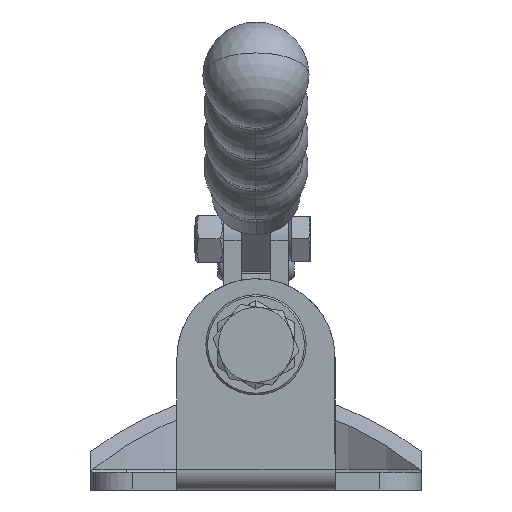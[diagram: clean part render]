
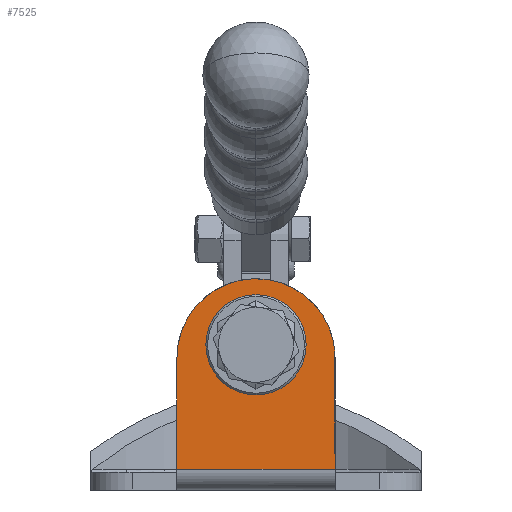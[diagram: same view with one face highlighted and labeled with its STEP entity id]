
A CAD part, left-side view. The second image highlights one B-rep face of the part: STEP entity #7525.
In plain terms, the highlighted planar face has unit normal (-1, 0, 0).
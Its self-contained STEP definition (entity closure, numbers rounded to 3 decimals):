
#110 = PLANE ( 'NONE',  #31894 ) ;
#111 = CARTESIAN_POINT ( 'NONE',  ( -3., 0., 19.4 ) ) ;
#116 = DIRECTION ( 'NONE',  ( -1., 0., 0. ) ) ;
#117 = DIRECTION ( 'NONE',  ( 0., 0., 1. ) ) ;
#4265 = AXIS2_PLACEMENT_3D ( 'NONE', #11873, #11874, #11875 ) ;
#4266 = AXIS2_PLACEMENT_3D ( 'NONE', #11879, #11880, #11881 ) ;
#4469 = AXIS2_PLACEMENT_3D ( 'NONE', #21456, #21457, #21458 ) ;
#7525 = ADVANCED_FACE ( 'NONE', ( #34125, #34128 ), #110, .T. ) ;
#9636 = ORIENTED_EDGE ( 'NONE', *, *, #30932, .F. ) ;
#9637 = ORIENTED_EDGE ( 'NONE', *, *, #20461, .F. ) ;
#9638 = ORIENTED_EDGE ( 'NONE', *, *, #20464, .T. ) ;
#9639 = ORIENTED_EDGE ( 'NONE', *, *, #20457, .T. ) ;
#9640 = ORIENTED_EDGE ( 'NONE', *, *, #20465, .T. ) ;
#9641 = ORIENTED_EDGE ( 'NONE', *, *, #20467, .T. ) ;
#11867 = CARTESIAN_POINT ( 'NONE',  ( -3., 0., 0.5 ) ) ;
#11868 = DIRECTION ( 'NONE',  ( 0., 0., -1. ) ) ;
#11869 = DIRECTION ( 'NONE',  ( 0., -1., 0. ) ) ;
#11872 = CARTESIAN_POINT ( 'NONE',  ( -3., 13.4, 0. ) ) ;
#11873 = CARTESIAN_POINT ( 'NONE',  ( -3., 0., 21.6 ) ) ;
#11874 = DIRECTION ( 'NONE',  ( -1., 0., 0. ) ) ;
#11875 = DIRECTION ( 'NONE',  ( 0., 0., 1. ) ) ;
#11876 = CARTESIAN_POINT ( 'NONE',  ( -3., -13.4, 0. ) ) ;
#11877 = DIRECTION ( 'NONE',  ( 0., 0.005, 1. ) ) ;
#11879 = CARTESIAN_POINT ( 'NONE',  ( -3., 0., 19.4 ) ) ;
#11880 = DIRECTION ( 'NONE',  ( -1., 0., 0. ) ) ;
#11881 = DIRECTION ( 'NONE',  ( 0., 0., 1. ) ) ;
#12066 = VECTOR ( 'NONE', #11869, 1000. ) ;
#12067 = LINE ( 'NONE', #11867, #12066 ) ;
#12069 = LINE ( 'NONE', #11872, #12074 ) ;
#12070 = CIRCLE ( 'NONE', #4265, 7.5 ) ;
#12073 = LINE ( 'NONE', #11876, #12076 ) ;
#12074 = VECTOR ( 'NONE', #11868, 1000. ) ;
#12075 = CIRCLE ( 'NONE', #4266, 13.4 ) ;
#12076 = VECTOR ( 'NONE', #11877, 1000. ) ;
#17786 = CIRCLE ( 'NONE', #4469, 7.5 ) ;
#18628 = CARTESIAN_POINT ( 'NONE',  ( -3., 0., 14.1 ) ) ;
#18629 = CARTESIAN_POINT ( 'NONE',  ( -3., 0., 29.1 ) ) ;
#19018 = CARTESIAN_POINT ( 'NONE',  ( -3., 13.4, 0.5 ) ) ;
#19019 = CARTESIAN_POINT ( 'NONE',  ( -3., -13.317, 17.909 ) ) ;
#19023 = CARTESIAN_POINT ( 'NONE',  ( -3., -13.398, 0.5 ) ) ;
#19024 = CARTESIAN_POINT ( 'NONE',  ( -3., 13.4, 19.4 ) ) ;
#20457 = EDGE_CURVE ( 'NONE', #25503, #25513, #12067, .T. ) ;
#20461 = EDGE_CURVE ( 'NONE', #25017, #25016, #12070, .T. ) ;
#20464 = EDGE_CURVE ( 'NONE', #25515, #25503, #12069, .T. ) ;
#20465 = EDGE_CURVE ( 'NONE', #25513, #25505, #12073, .T. ) ;
#20467 = EDGE_CURVE ( 'NONE', #25505, #25515, #12075, .T. ) ;
#21456 = CARTESIAN_POINT ( 'NONE',  ( -3., 0., 21.6 ) ) ;
#21457 = DIRECTION ( 'NONE',  ( -1., 0., 0. ) ) ;
#21458 = DIRECTION ( 'NONE',  ( 0., 0., 1. ) ) ;
#25016 = VERTEX_POINT ( 'NONE', #18628 ) ;
#25017 = VERTEX_POINT ( 'NONE', #18629 ) ;
#25503 = VERTEX_POINT ( 'NONE', #19018 ) ;
#25505 = VERTEX_POINT ( 'NONE', #19019 ) ;
#25513 = VERTEX_POINT ( 'NONE', #19023 ) ;
#25515 = VERTEX_POINT ( 'NONE', #19024 ) ;
#29066 = EDGE_LOOP ( 'NONE', ( #9638, #9639, #9640, #9641 ) ) ;
#29068 = EDGE_LOOP ( 'NONE', ( #9636, #9637 ) ) ;
#30932 = EDGE_CURVE ( 'NONE', #25016, #25017, #17786, .T. ) ;
#31894 = AXIS2_PLACEMENT_3D ( 'NONE', #111, #116, #117 ) ;
#34125 = FACE_BOUND ( 'NONE', #29068, .T. ) ;
#34128 = FACE_OUTER_BOUND ( 'NONE', #29066, .T. ) ;
